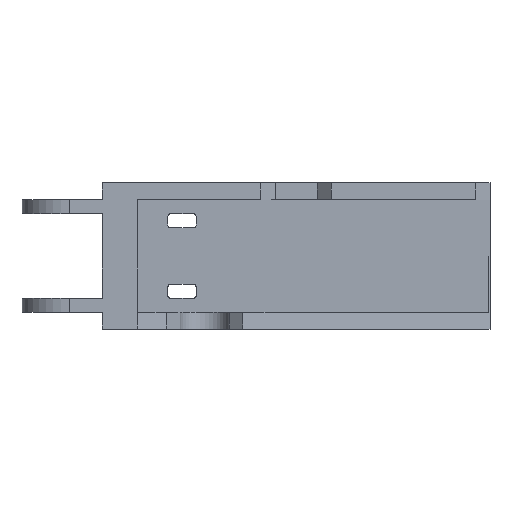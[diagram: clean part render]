
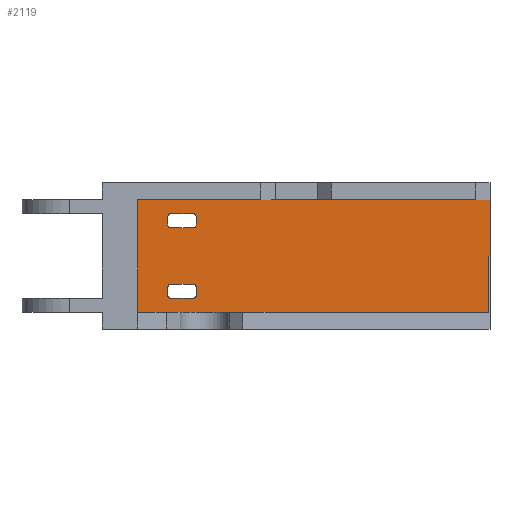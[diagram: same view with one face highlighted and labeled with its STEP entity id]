
A CAD part, top view. The second image highlights one B-rep face of the part: STEP entity #2119.
In plain terms, the highlighted planar face has unit normal (0, 0, 1).
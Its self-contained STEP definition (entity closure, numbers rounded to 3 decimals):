
#307 = VERTEX_POINT('',#308);
#308 = CARTESIAN_POINT('',(59.7,8.,-4.7));
#316 = EDGE_CURVE('',#307,#317,#319,.T.);
#317 = VERTEX_POINT('',#318);
#318 = CARTESIAN_POINT('',(9.723,8.,-4.7));
#319 = LINE('',#320,#321);
#320 = CARTESIAN_POINT('',(60.7,8.,-4.7));
#321 = VECTOR('',#322,1.);
#322 = DIRECTION('',(-1.,0.,0.));
#463 = EDGE_CURVE('',#317,#464,#466,.T.);
#464 = VERTEX_POINT('',#465);
#465 = CARTESIAN_POINT('',(9.723,5.,-4.7));
#466 = LINE('',#467,#468);
#467 = CARTESIAN_POINT('',(9.723,8.,-4.7));
#468 = VECTOR('',#469,1.);
#469 = DIRECTION('',(0.,-1.,0.));
#523 = VERTEX_POINT('',#524);
#524 = CARTESIAN_POINT('',(9.723,-5.,-4.7));
#531 = EDGE_CURVE('',#523,#532,#534,.T.);
#532 = VERTEX_POINT('',#533);
#533 = CARTESIAN_POINT('',(9.723,-8.,-4.7));
#534 = LINE('',#535,#536);
#535 = CARTESIAN_POINT('',(9.723,8.,-4.7));
#536 = VECTOR('',#537,1.);
#537 = DIRECTION('',(0.,-1.,0.));
#792 = EDGE_CURVE('',#307,#793,#795,.T.);
#793 = VERTEX_POINT('',#794);
#794 = CARTESIAN_POINT('',(59.7,0.,-4.7));
#795 = LINE('',#796,#797);
#796 = CARTESIAN_POINT('',(59.7,5.2,-4.7));
#797 = VECTOR('',#798,1.);
#798 = DIRECTION('',(0.,-1.,0.));
#1211 = EDGE_CURVE('',#532,#1212,#1214,.T.);
#1212 = VERTEX_POINT('',#1213);
#1213 = CARTESIAN_POINT('',(59.479,-8.,-4.7));
#1214 = LINE('',#1215,#1216);
#1215 = CARTESIAN_POINT('',(9.723,-8.,-4.7));
#1216 = VECTOR('',#1217,1.);
#1217 = DIRECTION('',(1.,0.,0.));
#1274 = EDGE_CURVE('',#1275,#523,#1277,.T.);
#1275 = VERTEX_POINT('',#1276);
#1276 = CARTESIAN_POINT('',(4.7,-5.,-4.7));
#1277 = LINE('',#1278,#1279);
#1278 = CARTESIAN_POINT('',(0.,-5.,-4.7));
#1279 = VECTOR('',#1280,1.);
#1280 = DIRECTION('',(1.,0.,0.));
#1371 = VERTEX_POINT('',#1372);
#1372 = CARTESIAN_POINT('',(4.7,5.,-4.7));
#1379 = EDGE_CURVE('',#1371,#464,#1380,.T.);
#1380 = LINE('',#1381,#1382);
#1381 = CARTESIAN_POINT('',(0.,5.,-4.7));
#1382 = VECTOR('',#1383,1.);
#1383 = DIRECTION('',(1.,0.,0.));
#1402 = EDGE_CURVE('',#1371,#1275,#1403,.T.);
#1403 = LINE('',#1404,#1405);
#1404 = CARTESIAN_POINT('',(4.7,-0.5,-4.7));
#1405 = VECTOR('',#1406,1.);
#1406 = DIRECTION('',(0.,-1.,0.));
#1513 = VERTEX_POINT('',#1514);
#1514 = CARTESIAN_POINT('',(59.479,0.,-4.7));
#1520 = EDGE_CURVE('',#1513,#1212,#1521,.T.);
#1521 = LINE('',#1522,#1523);
#1522 = CARTESIAN_POINT('',(59.479,2.5,-4.7));
#1523 = VECTOR('',#1524,1.);
#1524 = DIRECTION('',(0.,-1.,0.));
#1584 = EDGE_CURVE('',#1513,#793,#1585,.T.);
#1585 = LINE('',#1586,#1587);
#1586 = CARTESIAN_POINT('',(17.842,0.,-4.7));
#1587 = VECTOR('',#1588,1.);
#1588 = DIRECTION('',(1.,0.,0.));
#1599 = EDGE_CURVE('',#1600,#1602,#1604,.T.);
#1600 = VERTEX_POINT('',#1601);
#1601 = CARTESIAN_POINT('',(14.4,-4.,-4.7));
#1602 = VERTEX_POINT('',#1603);
#1603 = CARTESIAN_POINT('',(14.,-4.4,-4.7));
#1604 = CIRCLE('',#1605,0.4);
#1605 = AXIS2_PLACEMENT_3D('',#1606,#1607,#1608);
#1606 = CARTESIAN_POINT('',(14.4,-4.4,-4.7));
#1607 = DIRECTION('',(0.,0.,1.));
#1608 = DIRECTION('',(1.,0.,0.));
#1631 = EDGE_CURVE('',#1632,#1600,#1634,.T.);
#1632 = VERTEX_POINT('',#1633);
#1633 = CARTESIAN_POINT('',(17.6,-4.,-4.7));
#1634 = LINE('',#1635,#1636);
#1635 = CARTESIAN_POINT('',(7.2,-4.,-4.7));
#1636 = VECTOR('',#1637,1.);
#1637 = DIRECTION('',(-1.,-0.,0.));
#1655 = EDGE_CURVE('',#1656,#1632,#1658,.T.);
#1656 = VERTEX_POINT('',#1657);
#1657 = CARTESIAN_POINT('',(18.,-4.4,-4.7));
#1658 = CIRCLE('',#1659,0.4);
#1659 = AXIS2_PLACEMENT_3D('',#1660,#1661,#1662);
#1660 = CARTESIAN_POINT('',(17.6,-4.4,-4.7));
#1661 = DIRECTION('',(0.,0.,1.));
#1662 = DIRECTION('',(1.,0.,0.));
#1680 = EDGE_CURVE('',#1656,#1681,#1683,.T.);
#1681 = VERTEX_POINT('',#1682);
#1682 = CARTESIAN_POINT('',(18.,-5.6,-4.7));
#1683 = LINE('',#1684,#1685);
#1684 = CARTESIAN_POINT('',(18.,-2.2,-4.7));
#1685 = VECTOR('',#1686,1.);
#1686 = DIRECTION('',(0.,-1.,0.));
#1704 = EDGE_CURVE('',#1705,#1681,#1707,.T.);
#1705 = VERTEX_POINT('',#1706);
#1706 = CARTESIAN_POINT('',(17.6,-6.,-4.7));
#1707 = CIRCLE('',#1708,0.4);
#1708 = AXIS2_PLACEMENT_3D('',#1709,#1710,#1711);
#1709 = CARTESIAN_POINT('',(17.6,-5.6,-4.7));
#1710 = DIRECTION('',(0.,0.,1.));
#1711 = DIRECTION('',(1.,0.,0.));
#1729 = EDGE_CURVE('',#1705,#1730,#1732,.T.);
#1730 = VERTEX_POINT('',#1731);
#1731 = CARTESIAN_POINT('',(14.4,-6.,-4.7));
#1732 = LINE('',#1733,#1734);
#1733 = CARTESIAN_POINT('',(26.406,-6.,-4.7));
#1734 = VECTOR('',#1735,1.);
#1735 = DIRECTION('',(-1.,0.,0.));
#1753 = EDGE_CURVE('',#1754,#1730,#1756,.T.);
#1754 = VERTEX_POINT('',#1755);
#1755 = CARTESIAN_POINT('',(14.,-5.6,-4.7));
#1756 = CIRCLE('',#1757,0.4);
#1757 = AXIS2_PLACEMENT_3D('',#1758,#1759,#1760);
#1758 = CARTESIAN_POINT('',(14.4,-5.6,-4.7));
#1759 = DIRECTION('',(0.,0.,1.));
#1760 = DIRECTION('',(1.,0.,0.));
#1778 = EDGE_CURVE('',#1602,#1754,#1779,.T.);
#1779 = LINE('',#1780,#1781);
#1780 = CARTESIAN_POINT('',(14.,-0.3,-4.7));
#1781 = VECTOR('',#1782,1.);
#1782 = DIRECTION('',(0.,-1.,0.));
#1795 = EDGE_CURVE('',#1796,#1798,#1800,.T.);
#1796 = VERTEX_POINT('',#1797);
#1797 = CARTESIAN_POINT('',(14.4,6.,-4.7));
#1798 = VERTEX_POINT('',#1799);
#1799 = CARTESIAN_POINT('',(14.,5.6,-4.7));
#1800 = CIRCLE('',#1801,0.4);
#1801 = AXIS2_PLACEMENT_3D('',#1802,#1803,#1804);
#1802 = CARTESIAN_POINT('',(14.4,5.6,-4.7));
#1803 = DIRECTION('',(0.,0.,1.));
#1804 = DIRECTION('',(1.,0.,0.));
#1827 = EDGE_CURVE('',#1796,#1828,#1830,.T.);
#1828 = VERTEX_POINT('',#1829);
#1829 = CARTESIAN_POINT('',(17.6,6.,-4.7));
#1830 = LINE('',#1831,#1832);
#1831 = CARTESIAN_POINT('',(24.806,6.,-4.7));
#1832 = VECTOR('',#1833,1.);
#1833 = DIRECTION('',(1.,0.,0.));
#1851 = EDGE_CURVE('',#1852,#1828,#1854,.T.);
#1852 = VERTEX_POINT('',#1853);
#1853 = CARTESIAN_POINT('',(18.,5.6,-4.7));
#1854 = CIRCLE('',#1855,0.4);
#1855 = AXIS2_PLACEMENT_3D('',#1856,#1857,#1858);
#1856 = CARTESIAN_POINT('',(17.6,5.6,-4.7));
#1857 = DIRECTION('',(0.,0.,1.));
#1858 = DIRECTION('',(1.,0.,0.));
#1876 = EDGE_CURVE('',#1877,#1852,#1879,.T.);
#1877 = VERTEX_POINT('',#1878);
#1878 = CARTESIAN_POINT('',(18.,4.4,-4.7));
#1879 = LINE('',#1880,#1881);
#1880 = CARTESIAN_POINT('',(18.,5.3,-4.7));
#1881 = VECTOR('',#1882,1.);
#1882 = DIRECTION('',(0.,1.,0.));
#1900 = EDGE_CURVE('',#1901,#1877,#1903,.T.);
#1901 = VERTEX_POINT('',#1902);
#1902 = CARTESIAN_POINT('',(17.6,4.,-4.7));
#1903 = CIRCLE('',#1904,0.4);
#1904 = AXIS2_PLACEMENT_3D('',#1905,#1906,#1907);
#1905 = CARTESIAN_POINT('',(17.6,4.4,-4.7));
#1906 = DIRECTION('',(0.,0.,1.));
#1907 = DIRECTION('',(1.,0.,0.));
#1925 = EDGE_CURVE('',#1926,#1901,#1928,.T.);
#1926 = VERTEX_POINT('',#1927);
#1927 = CARTESIAN_POINT('',(14.4,4.,-4.7));
#1928 = LINE('',#1929,#1930);
#1929 = CARTESIAN_POINT('',(8.8,4.,-4.7));
#1930 = VECTOR('',#1931,1.);
#1931 = DIRECTION('',(1.,0.,0.));
#1949 = EDGE_CURVE('',#1950,#1926,#1952,.T.);
#1950 = VERTEX_POINT('',#1951);
#1951 = CARTESIAN_POINT('',(14.,4.4,-4.7));
#1952 = CIRCLE('',#1953,0.4);
#1953 = AXIS2_PLACEMENT_3D('',#1954,#1955,#1956);
#1954 = CARTESIAN_POINT('',(14.4,4.4,-4.7));
#1955 = DIRECTION('',(0.,0.,1.));
#1956 = DIRECTION('',(1.,0.,0.));
#1974 = EDGE_CURVE('',#1950,#1798,#1975,.T.);
#1975 = LINE('',#1976,#1977);
#1976 = CARTESIAN_POINT('',(14.,2.2,-4.7));
#1977 = VECTOR('',#1978,1.);
#1978 = DIRECTION('',(0.,1.,0.));
#2119 = ADVANCED_FACE('',(#2120,#2132,#2142),#2152,.T.);
#2120 = FACE_BOUND('',#2121,.T.);
#2121 = EDGE_LOOP('',(#2122,#2123,#2124,#2125,#2126,#2127,#2128,#2129,
    #2130,#2131));
#2122 = ORIENTED_EDGE('',*,*,#792,.F.);
#2123 = ORIENTED_EDGE('',*,*,#316,.T.);
#2124 = ORIENTED_EDGE('',*,*,#463,.T.);
#2125 = ORIENTED_EDGE('',*,*,#1379,.F.);
#2126 = ORIENTED_EDGE('',*,*,#1402,.T.);
#2127 = ORIENTED_EDGE('',*,*,#1274,.T.);
#2128 = ORIENTED_EDGE('',*,*,#531,.T.);
#2129 = ORIENTED_EDGE('',*,*,#1211,.T.);
#2130 = ORIENTED_EDGE('',*,*,#1520,.F.);
#2131 = ORIENTED_EDGE('',*,*,#1584,.T.);
#2132 = FACE_BOUND('',#2133,.T.);
#2133 = EDGE_LOOP('',(#2134,#2135,#2136,#2137,#2138,#2139,#2140,#2141));
#2134 = ORIENTED_EDGE('',*,*,#1876,.F.);
#2135 = ORIENTED_EDGE('',*,*,#1900,.F.);
#2136 = ORIENTED_EDGE('',*,*,#1925,.F.);
#2137 = ORIENTED_EDGE('',*,*,#1949,.F.);
#2138 = ORIENTED_EDGE('',*,*,#1974,.T.);
#2139 = ORIENTED_EDGE('',*,*,#1795,.F.);
#2140 = ORIENTED_EDGE('',*,*,#1827,.T.);
#2141 = ORIENTED_EDGE('',*,*,#1851,.F.);
#2142 = FACE_BOUND('',#2143,.T.);
#2143 = EDGE_LOOP('',(#2144,#2145,#2146,#2147,#2148,#2149,#2150,#2151));
#2144 = ORIENTED_EDGE('',*,*,#1778,.F.);
#2145 = ORIENTED_EDGE('',*,*,#1599,.F.);
#2146 = ORIENTED_EDGE('',*,*,#1631,.F.);
#2147 = ORIENTED_EDGE('',*,*,#1655,.F.);
#2148 = ORIENTED_EDGE('',*,*,#1680,.T.);
#2149 = ORIENTED_EDGE('',*,*,#1704,.F.);
#2150 = ORIENTED_EDGE('',*,*,#1729,.T.);
#2151 = ORIENTED_EDGE('',*,*,#1753,.F.);
#2152 = PLANE('',#2153);
#2153 = AXIS2_PLACEMENT_3D('',#2154,#2155,#2156);
#2154 = CARTESIAN_POINT('',(32.4,0.012,-4.7));
#2155 = DIRECTION('',(0.,0.,1.));
#2156 = DIRECTION('',(0.,1.,0.));
